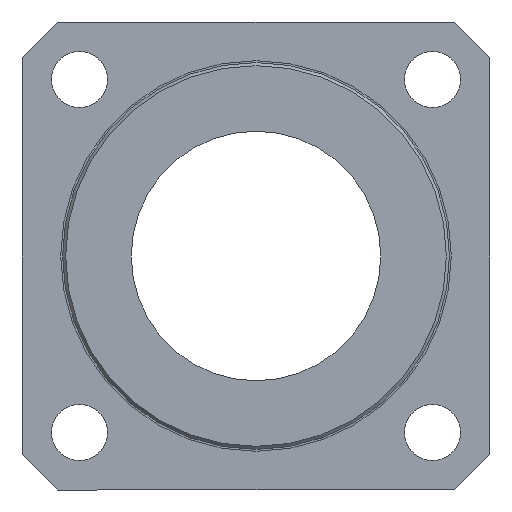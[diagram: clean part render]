
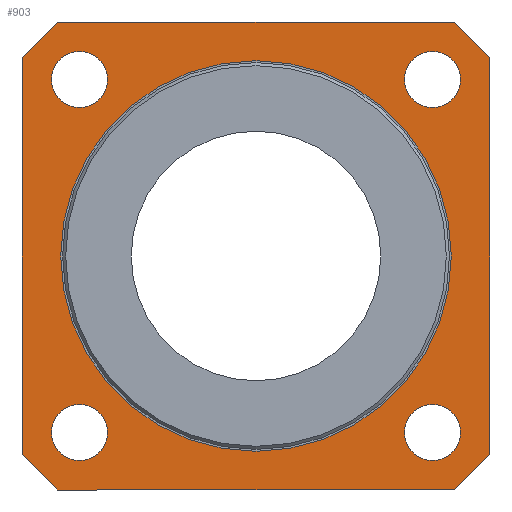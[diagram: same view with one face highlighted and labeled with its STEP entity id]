
A CAD part, left-side view. The second image highlights one B-rep face of the part: STEP entity #903.
In plain terms, the highlighted planar face has unit normal (-1, 0, 0).
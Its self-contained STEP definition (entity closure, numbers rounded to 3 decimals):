
#2 = CARTESIAN_POINT ( 'NONE',  ( 0., -31.796, 37.5 ) ) ;
#5 = VERTEX_POINT ( 'NONE', #972 ) ;
#6 = VERTEX_POINT ( 'NONE', #2 ) ;
#10 = VERTEX_POINT ( 'NONE', #20 ) ;
#11 = CARTESIAN_POINT ( 'NONE',  ( 0., -37.5, 31.796 ) ) ;
#13 = CARTESIAN_POINT ( 'NONE',  ( 0., -28.284, 28.284 ) ) ;
#16 = CARTESIAN_POINT ( 'NONE',  ( 0., 31.796, 37.5 ) ) ;
#19 = VERTEX_POINT ( 'NONE', #978 ) ;
#20 = CARTESIAN_POINT ( 'NONE',  ( 0., -37.5, -31.796 ) ) ;
#23 = VERTEX_POINT ( 'NONE', #976 ) ;
#25 = VERTEX_POINT ( 'NONE', #16 ) ;
#26 = VERTEX_POINT ( 'NONE', #11 ) ;
#35 = CARTESIAN_POINT ( 'NONE',  ( 0., 31.796, -37.5 ) ) ;
#36 = DIRECTION ( 'NONE',  ( 0., 1., 0. ) ) ;
#39 = CARTESIAN_POINT ( 'NONE',  ( 0., -31.796, 37.5 ) ) ;
#40 = DIRECTION ( 'NONE',  ( 0., -0.707, -0.707 ) ) ;
#41 = CARTESIAN_POINT ( 'NONE',  ( 0., 0., 0. ) ) ;
#42 = DIRECTION ( 'NONE',  ( -1., 0., 0. ) ) ;
#43 = DIRECTION ( 'NONE',  ( 0., 0., 1. ) ) ;
#44 = CARTESIAN_POINT ( 'NONE',  ( 0., 28.284, 28.284 ) ) ;
#48 = DIRECTION ( 'NONE',  ( -1., 0., 0. ) ) ;
#49 = DIRECTION ( 'NONE',  ( 0., 0., 1. ) ) ;
#51 = DIRECTION ( 'NONE',  ( -1., 0., 0. ) ) ;
#52 = DIRECTION ( 'NONE',  ( 0., 0., 1. ) ) ;
#63 = CARTESIAN_POINT ( 'NONE',  ( 0., 37.5, -31.796 ) ) ;
#64 = DIRECTION ( 'NONE',  ( 0., 0.707, 0.707 ) ) ;
#70 = CARTESIAN_POINT ( 'NONE',  ( 0., 31.796, 37.5 ) ) ;
#71 = DIRECTION ( 'NONE',  ( 0., -0.707, 0.707 ) ) ;
#101 = CARTESIAN_POINT ( 'NONE',  ( 0., -37.5, 31.796 ) ) ;
#102 = DIRECTION ( 'NONE',  ( 0., 0., -1. ) ) ;
#104 = CARTESIAN_POINT ( 'NONE',  ( 0., 31.796, 37.5 ) ) ;
#105 = DIRECTION ( 'NONE',  ( 0., -1., 0. ) ) ;
#122 = DIRECTION ( 'NONE',  ( -1., 0., 0. ) ) ;
#123 = CARTESIAN_POINT ( 'NONE',  ( 0., -28.284, -28.284 ) ) ;
#126 = CARTESIAN_POINT ( 'NONE',  ( 0., 28.284, -28.284 ) ) ;
#127 = DIRECTION ( 'NONE',  ( 0., 0., 1. ) ) ;
#129 = CARTESIAN_POINT ( 'NONE',  ( 0., -37.5, -31.796 ) ) ;
#130 = DIRECTION ( 'NONE',  ( 0., 0.707, -0.707 ) ) ;
#131 = DIRECTION ( 'NONE',  ( -1., 0., 0. ) ) ;
#132 = DIRECTION ( 'NONE',  ( 0., 0., 1. ) ) ;
#162 = CARTESIAN_POINT ( 'NONE',  ( 0., 37.5, 31.796 ) ) ;
#163 = DIRECTION ( 'NONE',  ( 0., 0., 1. ) ) ;
#196 = CARTESIAN_POINT ( 'NONE',  ( 0., 69.296, 0. ) ) ;
#217 = PLANE ( 'NONE',  #496 ) ;
#222 = DIRECTION ( 'NONE',  ( -1., 0., 0. ) ) ;
#223 = DIRECTION ( 'NONE',  ( 0., 0., 1. ) ) ;
#289 = VERTEX_POINT ( 'NONE', #304 ) ;
#302 = CARTESIAN_POINT ( 'NONE',  ( 0., 31.796, -37.5 ) ) ;
#304 = CARTESIAN_POINT ( 'NONE',  ( 0., -28.284, 32.784 ) ) ;
#307 = VERTEX_POINT ( 'NONE', #308 ) ;
#308 = CARTESIAN_POINT ( 'NONE',  ( 0., 0., 31.3 ) ) ;
#309 = VERTEX_POINT ( 'NONE', #310 ) ;
#310 = CARTESIAN_POINT ( 'NONE',  ( 0., 28.284, 32.784 ) ) ;
#345 = VERTEX_POINT ( 'NONE', #346 ) ;
#346 = CARTESIAN_POINT ( 'NONE',  ( 0., -28.284, -23.784 ) ) ;
#347 = VERTEX_POINT ( 'NONE', #348 ) ;
#348 = CARTESIAN_POINT ( 'NONE',  ( 0., 28.284, -23.784 ) ) ;
#427 = ORIENTED_EDGE ( 'NONE', *, *, #534, .F. ) ;
#496 = AXIS2_PLACEMENT_3D ( 'NONE', #196, #222, #223 ) ;
#512 = AXIS2_PLACEMENT_3D ( 'NONE', #44, #51, #52 ) ;
#513 = AXIS2_PLACEMENT_3D ( 'NONE', #41, #48, #49 ) ;
#518 = EDGE_CURVE ( 'NONE', #23, #979, #681, .T. ) ;
#520 = EDGE_CURVE ( 'NONE', #6, #26, #689, .T. ) ;
#521 = EDGE_CURVE ( 'NONE', #289, #289, #692, .T. ) ;
#523 = EDGE_CURVE ( 'NONE', #307, #307, #694, .T. ) ;
#524 = EDGE_CURVE ( 'NONE', #309, #309, #695, .T. ) ;
#534 = EDGE_CURVE ( 'NONE', #979, #5, #691, .T. ) ;
#536 = AXIS2_PLACEMENT_3D ( 'NONE', #13, #42, #43 ) ;
#539 = AXIS2_PLACEMENT_3D ( 'NONE', #126, #131, #132 ) ;
#540 = AXIS2_PLACEMENT_3D ( 'NONE', #123, #122, #127 ) ;
#541 = EDGE_CURVE ( 'NONE', #19, #25, #705, .T. ) ;
#556 = EDGE_CURVE ( 'NONE', #26, #10, #711, .T. ) ;
#557 = EDGE_CURVE ( 'NONE', #25, #6, #722, .T. ) ;
#571 = EDGE_CURVE ( 'NONE', #345, #345, #735, .T. ) ;
#572 = EDGE_CURVE ( 'NONE', #10, #23, #724, .T. ) ;
#573 = EDGE_CURVE ( 'NONE', #347, #347, #738, .T. ) ;
#585 = EDGE_CURVE ( 'NONE', #5, #19, #748, .T. ) ;
#594 = ORIENTED_EDGE ( 'NONE', *, *, #521, .F. ) ;
#597 = ORIENTED_EDGE ( 'NONE', *, *, #520, .F. ) ;
#598 = ORIENTED_EDGE ( 'NONE', *, *, #572, .F. ) ;
#608 = ORIENTED_EDGE ( 'NONE', *, *, #524, .F. ) ;
#609 = ORIENTED_EDGE ( 'NONE', *, *, #541, .F. ) ;
#611 = ORIENTED_EDGE ( 'NONE', *, *, #523, .F. ) ;
#612 = ORIENTED_EDGE ( 'NONE', *, *, #585, .F. ) ;
#613 = ORIENTED_EDGE ( 'NONE', *, *, #518, .F. ) ;
#614 = ORIENTED_EDGE ( 'NONE', *, *, #556, .F. ) ;
#616 = ORIENTED_EDGE ( 'NONE', *, *, #557, .F. ) ;
#619 = ORIENTED_EDGE ( 'NONE', *, *, #571, .F. ) ;
#620 = ORIENTED_EDGE ( 'NONE', *, *, #573, .F. ) ;
#675 = EDGE_LOOP ( 'NONE', ( #608 ) ) ;
#676 = EDGE_LOOP ( 'NONE', ( #609, #612, #427, #613, #598, #614, #597, #616 ) ) ;
#681 = LINE ( 'NONE', #35, #685 ) ;
#685 = VECTOR ( 'NONE', #36, 1000. ) ;
#689 = LINE ( 'NONE', #39, #690 ) ;
#690 = VECTOR ( 'NONE', #40, 1000. ) ;
#691 = LINE ( 'NONE', #63, #699 ) ;
#692 = CIRCLE ( 'NONE', #536, 4.5 ) ;
#694 = CIRCLE ( 'NONE', #513, 31.3 ) ;
#695 = CIRCLE ( 'NONE', #512, 4.5 ) ;
#699 = VECTOR ( 'NONE', #64, 1000. ) ;
#705 = LINE ( 'NONE', #70, #706 ) ;
#706 = VECTOR ( 'NONE', #71, 1000. ) ;
#711 = LINE ( 'NONE', #101, #721 ) ;
#721 = VECTOR ( 'NONE', #102, 1000. ) ;
#722 = LINE ( 'NONE', #104, #723 ) ;
#723 = VECTOR ( 'NONE', #105, 1000. ) ;
#724 = LINE ( 'NONE', #129, #734 ) ;
#734 = VECTOR ( 'NONE', #130, 1000. ) ;
#735 = CIRCLE ( 'NONE', #540, 4.5 ) ;
#738 = CIRCLE ( 'NONE', #539, 4.5 ) ;
#748 = LINE ( 'NONE', #162, #756 ) ;
#756 = VECTOR ( 'NONE', #163, 1000. ) ;
#788 = FACE_BOUND ( 'NONE', #961, .T. ) ;
#790 = FACE_BOUND ( 'NONE', #954, .T. ) ;
#791 = FACE_OUTER_BOUND ( 'NONE', #676, .T. ) ;
#792 = FACE_BOUND ( 'NONE', #936, .T. ) ;
#794 = FACE_BOUND ( 'NONE', #950, .T. ) ;
#796 = FACE_BOUND ( 'NONE', #675, .T. ) ;
#903 = ADVANCED_FACE ( 'NONE', ( #790, #792, #794, #796, #788, #791 ), #217, .T. ) ;
#936 = EDGE_LOOP ( 'NONE', ( #619 ) ) ;
#950 = EDGE_LOOP ( 'NONE', ( #594 ) ) ;
#954 = EDGE_LOOP ( 'NONE', ( #620 ) ) ;
#961 = EDGE_LOOP ( 'NONE', ( #611 ) ) ;
#972 = CARTESIAN_POINT ( 'NONE',  ( 0., 37.5, -31.796 ) ) ;
#976 = CARTESIAN_POINT ( 'NONE',  ( 0., -31.796, -37.5 ) ) ;
#978 = CARTESIAN_POINT ( 'NONE',  ( 0., 37.5, 31.796 ) ) ;
#979 = VERTEX_POINT ( 'NONE', #302 ) ;
